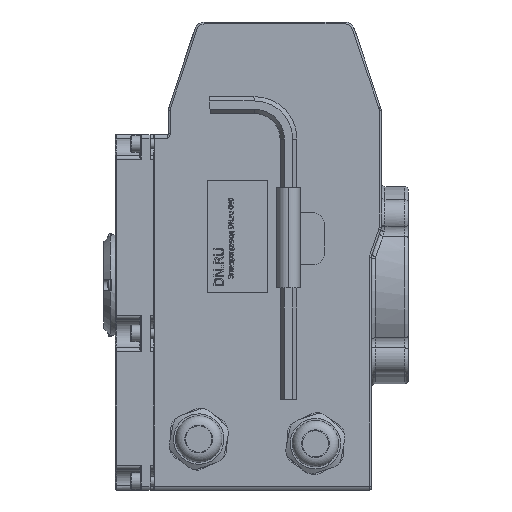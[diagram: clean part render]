
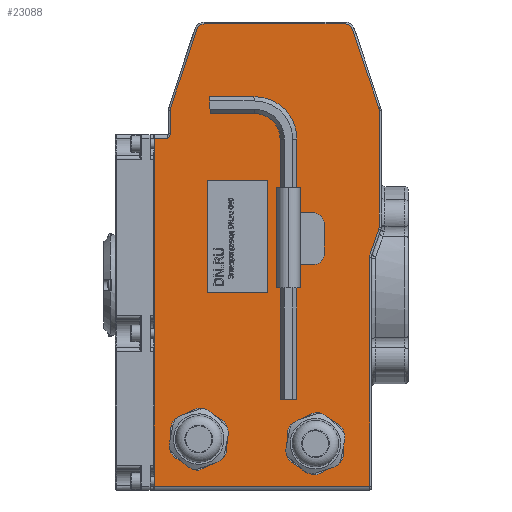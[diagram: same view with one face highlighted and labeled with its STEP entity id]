
A CAD part, left-side view. The second image highlights one B-rep face of the part: STEP entity #23088.
In plain terms, the highlighted planar face has unit normal (-1, 0, 0).
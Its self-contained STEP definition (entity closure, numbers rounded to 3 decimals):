
#232=FACE_BOUND('',#3187,.T.);
#573=B_SPLINE_CURVE_WITH_KNOTS('',3,(#32771,#32772,#32773,#32774,#32775,
#32776,#32777,#32778),.UNSPECIFIED.,.F.,.F.,(4,2,1,1,4),(-0.001,
0.,0.113,0.169,0.282),.UNSPECIFIED.);
#1109=PLANE('',#24667);
#1866=FACE_OUTER_BOUND('',#3186,.T.);
#3186=EDGE_LOOP('',(#14932,#14933,#14934,#14935,#14936,#14937,#14938,#14939,
#14940,#14941,#14942,#14943,#14944,#14945,#14946,#14947,#14948));
#3187=EDGE_LOOP('',(#14949,#14950,#14951,#14952));
#4584=LINE('',#32784,#6428);
#4586=LINE('',#32796,#6430);
#4588=LINE('',#32808,#6432);
#4590=LINE('',#32820,#6434);
#4592=LINE('',#32832,#6436);
#4594=LINE('',#32844,#6438);
#4596=LINE('',#32856,#6440);
#4616=LINE('',#32958,#6460);
#4617=LINE('',#32962,#6461);
#4618=LINE('',#32963,#6462);
#4619=LINE('',#32966,#6463);
#4620=LINE('',#32968,#6464);
#4621=LINE('',#32970,#6465);
#4622=LINE('',#32971,#6466);
#6428=VECTOR('',#26757,10.);
#6430=VECTOR('',#26771,10.);
#6432=VECTOR('',#26785,10.);
#6434=VECTOR('',#26799,10.);
#6436=VECTOR('',#26813,10.);
#6438=VECTOR('',#26827,10.);
#6440=VECTOR('',#26841,10.);
#6460=VECTOR('',#26909,10.);
#6461=VECTOR('',#26914,10.);
#6462=VECTOR('',#26915,10.);
#6463=VECTOR('',#26916,10.);
#6464=VECTOR('',#26917,10.);
#6465=VECTOR('',#26918,10.);
#6466=VECTOR('',#26919,10.);
#8264=CIRCLE('',#24609,4.);
#8268=CIRCLE('',#24615,4.);
#8272=CIRCLE('',#24621,4.);
#8276=CIRCLE('',#24627,4.);
#8280=CIRCLE('',#24633,4.);
#8284=CIRCLE('',#24639,6.);
#9215=VERTEX_POINT('',#32759);
#9217=VERTEX_POINT('',#32762);
#9218=VERTEX_POINT('',#32780);
#9220=VERTEX_POINT('',#32786);
#9222=VERTEX_POINT('',#32792);
#9224=VERTEX_POINT('',#32798);
#9226=VERTEX_POINT('',#32804);
#9228=VERTEX_POINT('',#32810);
#9230=VERTEX_POINT('',#32816);
#9232=VERTEX_POINT('',#32822);
#9234=VERTEX_POINT('',#32828);
#9236=VERTEX_POINT('',#32834);
#9238=VERTEX_POINT('',#32840);
#9240=VERTEX_POINT('',#32846);
#9242=VERTEX_POINT('',#32852);
#9267=VERTEX_POINT('',#32957);
#9268=VERTEX_POINT('',#32961);
#9269=VERTEX_POINT('',#32964);
#9270=VERTEX_POINT('',#32965);
#9271=VERTEX_POINT('',#32967);
#9272=VERTEX_POINT('',#32969);
#11404=EDGE_CURVE('',#9217,#9215,#573,.T.);
#11407=EDGE_CURVE('',#9215,#9218,#4584,.T.);
#11410=EDGE_CURVE('',#9218,#9220,#8264,.T.);
#11413=EDGE_CURVE('',#9220,#9222,#4586,.T.);
#11416=EDGE_CURVE('',#9222,#9224,#8268,.T.);
#11419=EDGE_CURVE('',#9224,#9226,#4588,.T.);
#11422=EDGE_CURVE('',#9226,#9228,#8272,.T.);
#11425=EDGE_CURVE('',#9228,#9230,#4590,.T.);
#11428=EDGE_CURVE('',#9230,#9232,#8276,.T.);
#11431=EDGE_CURVE('',#9232,#9234,#4592,.T.);
#11434=EDGE_CURVE('',#9234,#9236,#8280,.T.);
#11437=EDGE_CURVE('',#9236,#9238,#4594,.T.);
#11440=EDGE_CURVE('',#9238,#9240,#8284,.T.);
#11443=EDGE_CURVE('',#9240,#9242,#4596,.T.);
#11479=EDGE_CURVE('',#9242,#9267,#4616,.T.);
#11481=EDGE_CURVE('',#9268,#9217,#4617,.T.);
#11482=EDGE_CURVE('',#9267,#9268,#4618,.T.);
#11483=EDGE_CURVE('',#9269,#9270,#4619,.T.);
#11484=EDGE_CURVE('',#9270,#9271,#4620,.T.);
#11485=EDGE_CURVE('',#9271,#9272,#4621,.T.);
#11486=EDGE_CURVE('',#9272,#9269,#4622,.T.);
#14932=ORIENTED_EDGE('',*,*,#11443,.F.);
#14933=ORIENTED_EDGE('',*,*,#11440,.F.);
#14934=ORIENTED_EDGE('',*,*,#11437,.F.);
#14935=ORIENTED_EDGE('',*,*,#11434,.F.);
#14936=ORIENTED_EDGE('',*,*,#11431,.F.);
#14937=ORIENTED_EDGE('',*,*,#11428,.F.);
#14938=ORIENTED_EDGE('',*,*,#11425,.F.);
#14939=ORIENTED_EDGE('',*,*,#11422,.F.);
#14940=ORIENTED_EDGE('',*,*,#11419,.F.);
#14941=ORIENTED_EDGE('',*,*,#11416,.F.);
#14942=ORIENTED_EDGE('',*,*,#11413,.F.);
#14943=ORIENTED_EDGE('',*,*,#11410,.F.);
#14944=ORIENTED_EDGE('',*,*,#11407,.F.);
#14945=ORIENTED_EDGE('',*,*,#11404,.F.);
#14946=ORIENTED_EDGE('',*,*,#11481,.F.);
#14947=ORIENTED_EDGE('',*,*,#11482,.F.);
#14948=ORIENTED_EDGE('',*,*,#11479,.F.);
#14949=ORIENTED_EDGE('',*,*,#11483,.T.);
#14950=ORIENTED_EDGE('',*,*,#11484,.T.);
#14951=ORIENTED_EDGE('',*,*,#11485,.T.);
#14952=ORIENTED_EDGE('',*,*,#11486,.T.);
#23088=ADVANCED_FACE('',(#1866,#232),#1109,.F.);
#24609=AXIS2_PLACEMENT_3D('',#32790,#26764,#26765);
#24615=AXIS2_PLACEMENT_3D('',#32802,#26778,#26779);
#24621=AXIS2_PLACEMENT_3D('',#32814,#26792,#26793);
#24627=AXIS2_PLACEMENT_3D('',#32826,#26806,#26807);
#24633=AXIS2_PLACEMENT_3D('',#32838,#26820,#26821);
#24639=AXIS2_PLACEMENT_3D('',#32850,#26834,#26835);
#24667=AXIS2_PLACEMENT_3D('',#32960,#26912,#26913);
#26757=DIRECTION('',(0.,0.,1.));
#26764=DIRECTION('center_axis',(1.,0.,0.));
#26765=DIRECTION('ref_axis',(0.,0.987,0.16));
#26771=DIRECTION('',(0.,-0.316,0.949));
#26778=DIRECTION('center_axis',(1.,0.,0.));
#26779=DIRECTION('ref_axis',(0.,0.585,0.811));
#26785=DIRECTION('',(0.,-1.,0.));
#26792=DIRECTION('center_axis',(1.,0.,0.));
#26793=DIRECTION('ref_axis',(0.,-0.585,0.811));
#26799=DIRECTION('',(0.,-0.316,-0.949));
#26806=DIRECTION('center_axis',(1.,0.,0.));
#26807=DIRECTION('ref_axis',(0.,-0.987,0.16));
#26813=DIRECTION('',(0.,0.,-1.));
#26820=DIRECTION('center_axis',(1.,0.,0.));
#26821=DIRECTION('ref_axis',(0.,-0.986,-0.17));
#26827=DIRECTION('',(0.,0.334,-0.942));
#26834=DIRECTION('center_axis',(-1.,0.,0.));
#26835=DIRECTION('ref_axis',(0.,0.986,0.17));
#26841=DIRECTION('',(0.,0.,-1.));
#26909=DIRECTION('',(0.,1.,0.));
#26912=DIRECTION('center_axis',(1.,0.,0.));
#26913=DIRECTION('ref_axis',(0.,0.,-1.));
#26914=DIRECTION('',(0.,-1.,0.));
#26915=DIRECTION('',(0.,0.,1.));
#26916=DIRECTION('',(0.,1.,0.));
#26917=DIRECTION('',(0.,0.,1.));
#26918=DIRECTION('',(0.,-1.,0.));
#26919=DIRECTION('',(0.,0.,-1.));
#32759=CARTESIAN_POINT('',(0.,54.,63.06));
#32762=CARTESIAN_POINT('',(0.,55.5,60.769));
#32771=CARTESIAN_POINT('Ctrl Pts',(0.,55.5,60.769));
#32772=CARTESIAN_POINT('Ctrl Pts',(0.,55.499,60.77));
#32773=CARTESIAN_POINT('Ctrl Pts',(0.,55.497,60.771));
#32774=CARTESIAN_POINT('Ctrl Pts',(0.,55.204,61.01));
#32775=CARTESIAN_POINT('Ctrl Pts',(0.,54.764,61.374));
#32776=CARTESIAN_POINT('Ctrl Pts',(0.,54.186,62.125));
#32777=CARTESIAN_POINT('Ctrl Pts',(0.,54.,62.683));
#32778=CARTESIAN_POINT('Ctrl Pts',(0.,54.,63.06));
#32780=CARTESIAN_POINT('',(0.,54.,75.089));
#32784=CARTESIAN_POINT('',(0.,54.,7.05));
#32786=CARTESIAN_POINT('',(0.,53.795,76.354));
#32790=CARTESIAN_POINT('Origin',(0.,50.,75.089));
#32792=CARTESIAN_POINT('',(0.,40.191,117.165));
#32796=CARTESIAN_POINT('',(0.,62.686,49.679));
#32798=CARTESIAN_POINT('',(0.,36.396,119.9));
#32802=CARTESIAN_POINT('Origin',(0.,36.396,115.9));
#32804=CARTESIAN_POINT('',(0.,-36.396,119.9));
#32808=CARTESIAN_POINT('',(0.,20.,119.9));
#32810=CARTESIAN_POINT('',(0.,-40.191,117.165));
#32814=CARTESIAN_POINT('Origin',(0.,-36.396,115.9));
#32816=CARTESIAN_POINT('',(0.,-53.795,76.354));
#32820=CARTESIAN_POINT('',(0.,-55.186,72.179));
#32822=CARTESIAN_POINT('',(0.,-54.,75.089));
#32826=CARTESIAN_POINT('Origin',(0.,-50.,75.089));
#32828=CARTESIAN_POINT('',(0.,-54.,14.96));
#32832=CARTESIAN_POINT('',(0.,-54.,37.95));
#32834=CARTESIAN_POINT('',(0.,-53.77,13.623));
#32838=CARTESIAN_POINT('Origin',(0.,-50.,14.96));
#32840=CARTESIAN_POINT('',(0.,-49.345,1.145));
#32844=CARTESIAN_POINT('',(0.,-48.765,-0.491));
#32846=CARTESIAN_POINT('',(0.,-49.,-0.86));
#32850=CARTESIAN_POINT('Origin',(0.,-55.,-0.86));
#32852=CARTESIAN_POINT('',(0.,-49.,-118.9));
#32856=CARTESIAN_POINT('',(0.,-49.,0.));
#32957=CARTESIAN_POINT('',(0.,62.3,-118.9));
#32958=CARTESIAN_POINT('',(0.,-25.,-118.9));
#32960=CARTESIAN_POINT('Origin',(0.,0.,0.));
#32961=CARTESIAN_POINT('',(0.,62.3,60.769));
#32962=CARTESIAN_POINT('',(0.,27.5,60.769));
#32963=CARTESIAN_POINT('',(0.,62.3,-120.9));
#32964=CARTESIAN_POINT('',(0.,3.522,-18.847));
#32965=CARTESIAN_POINT('',(0.,34.889,-18.847));
#32966=CARTESIAN_POINT('',(0.,17.444,-18.847));
#32967=CARTESIAN_POINT('',(0.,34.889,39.262));
#32968=CARTESIAN_POINT('',(0.,34.889,19.631));
#32969=CARTESIAN_POINT('',(0.,3.522,39.262));
#32970=CARTESIAN_POINT('',(0.,1.761,39.262));
#32971=CARTESIAN_POINT('',(0.,3.522,-9.423));
